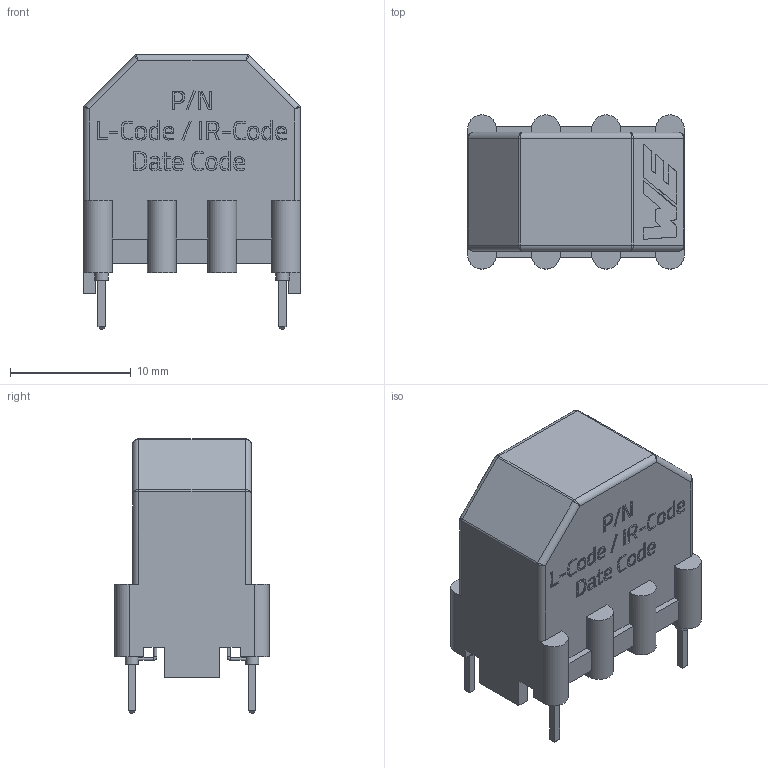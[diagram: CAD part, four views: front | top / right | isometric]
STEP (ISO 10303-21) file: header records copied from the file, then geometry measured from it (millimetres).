
FILE_DESCRIPTION(/* description */ ('Unknown'),/* implementation_level */ '2;1');
FILE_NAME(/* name */ '7446120039',/* time_stamp */ '2025-09-01T11:00:29+02:00',/* author */ ('Unknown'),/* organization */ ('Unknown'),/* preprocessor_version */ 'ST-DEVELOPER v19.4',/* originating_system */ 'Solid Edge',/* authorisation */ 'Unknown');
FILE_SCHEMA (('AUTOMOTIVE_DESIGN {1 0 10303 214 3 1 1}'));
Length unit declared in the file: millimetre
Products named in the file (3): 7446120039; Pin
Assembly tree (5 placements, depth 2):
  7446120039
    7446120039
    Pin  x4
Bounding box: 18 x 12.8 x 22.8 mm (x, y, z)
Volume: 1580.6 mm3; surface area: 3219.8 mm2
Topology: 8 solids, 8 shells, 669 faces, 1528 edges, 924 vertices
Faces by surface type: plane 346, cylinder 146, bspline 109, torus 68
Full cylindrical faces by diameter (mm): 0.25 x114, 0.6 x4, 1.1 x4, 7.6 x1, 13 x1
Entity records: 28369 total; most frequent: CARTESIAN_POINT 13381, ORIENTED_EDGE 2344, DIRECTION 2306, EDGE_CURVE 1172, EDGE_LOOP 914, FACE_BOUND 914, VERTEX_POINT 858, AXIS2_PLACEMENT_3D 829
